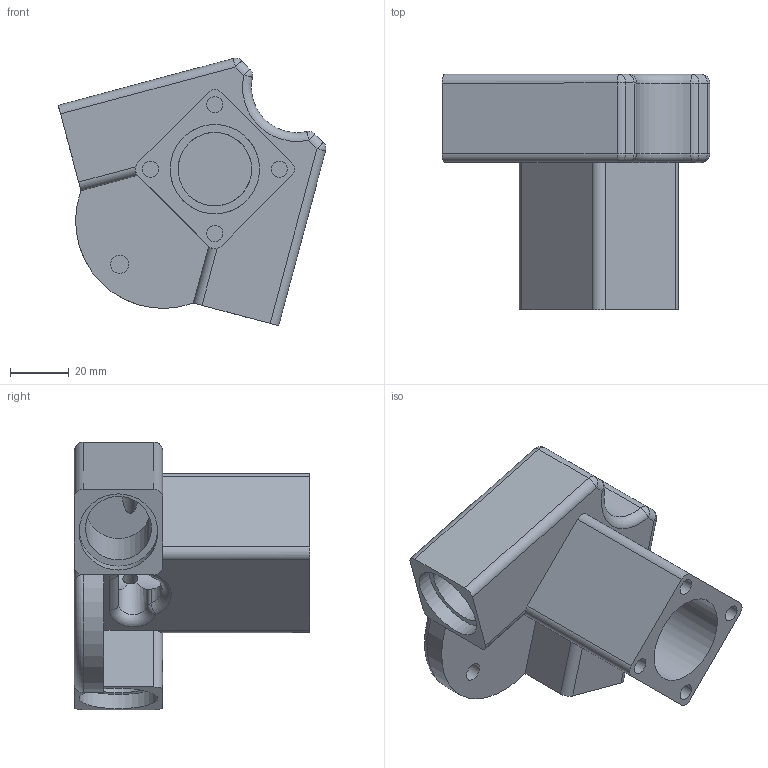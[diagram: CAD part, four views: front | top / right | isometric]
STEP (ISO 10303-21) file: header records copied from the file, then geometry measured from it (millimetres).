
FILE_DESCRIPTION(/* description */ (''),/* implementation_level */ '2;1');
FILE_NAME(/* name */ 'LowerCornerGlue.step',/* time_stamp */ '2018-02-13T10:23:38+01:00',/* author */ (''),/* organization */ (''),/* preprocessor_version */ 'ST-DEVELOPER v16.13',/* originating_system */ 'Autodesk Translation Framework v6.5.0.72',/* authorisation */ '');
FILE_SCHEMA (('AUTOMOTIVE_DESIGN { 1 0 10303 214 3 1 1 }'));
Length unit declared in the file: millimetre
Products named in the file (1): LowerCornerGlue
Bounding box: 90.97 x 80 x 90.97 mm (x, y, z)
Volume: 146494.7 mm3; surface area: 40512.3 mm2
Topology: 1 solids, 1 shells, 97 faces, 218 edges, 134 vertices
Faces by surface type: cylinder 48, plane 33, sphere 10, torus 6
Full cylindrical faces by diameter (mm): 5 x2, 5.5 x8, 6.2 x1, 22.4 x2, 26.8 x2, 30.4 x1
Entity records: 2916 total; most frequent: CARTESIAN_POINT 645, DIRECTION 503, ORIENTED_EDGE 438, EDGE_CURVE 219, AXIS2_PLACEMENT_3D 204, VERTEX_POINT 134, EDGE_LOOP 114, CIRCLE 102
